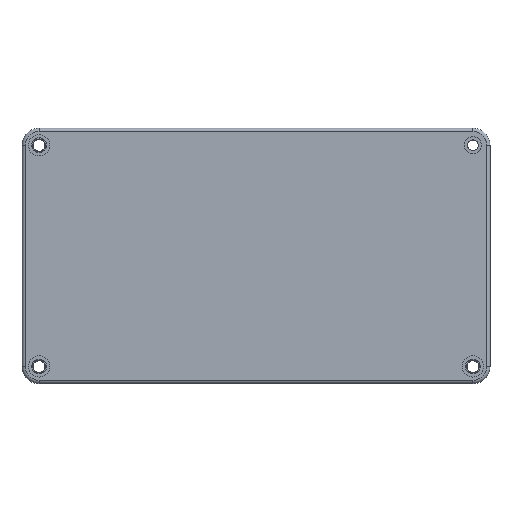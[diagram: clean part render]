
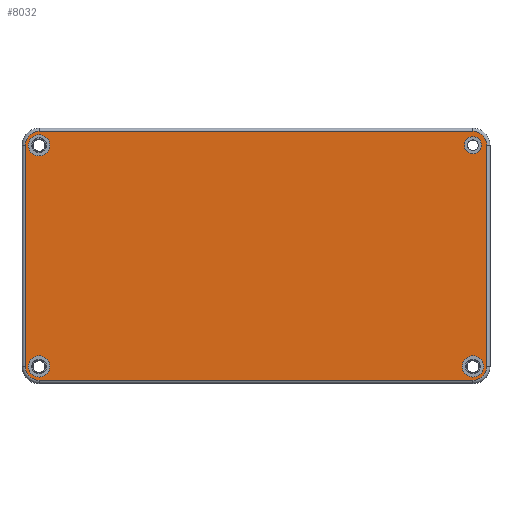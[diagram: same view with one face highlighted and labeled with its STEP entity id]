
A CAD part, top view. The second image highlights one B-rep face of the part: STEP entity #8032.
In plain terms, the highlighted planar face has unit normal (0, 0, 1).
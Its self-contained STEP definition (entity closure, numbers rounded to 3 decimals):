
#6653=CARTESIAN_POINT('',(102.,-52.,30.));
#6654=DIRECTION('',(0.,0.,1.));
#6655=DIRECTION('',(0.,-1.,0.));
#6656=AXIS2_PLACEMENT_3D('',#6653,#6654,#6655);
#6677=CARTESIAN_POINT('',(-102.,-52.,30.));
#6678=DIRECTION('',(0.,0.,-1.));
#6679=DIRECTION('',(-1.,0.,0.));
#6680=AXIS2_PLACEMENT_3D('',#6677,#6678,#6679);
#6685=CARTESIAN_POINT('',(-102.,-52.,30.));
#6686=DIRECTION('',(0.,0.,-1.));
#6687=DIRECTION('',(1.,0.,0.));
#6688=AXIS2_PLACEMENT_3D('',#6685,#6686,#6687);
#6693=CARTESIAN_POINT('',(-102.,52.,30.));
#6694=DIRECTION('',(0.,0.,-1.));
#6695=DIRECTION('',(-1.,0.,0.));
#6696=AXIS2_PLACEMENT_3D('',#6693,#6694,#6695);
#6701=CARTESIAN_POINT('',(-102.,52.,30.));
#6702=DIRECTION('',(0.,0.,-1.));
#6703=DIRECTION('',(1.,0.,0.));
#6704=AXIS2_PLACEMENT_3D('',#6701,#6702,#6703);
#6709=CARTESIAN_POINT('',(102.,52.,30.));
#6710=DIRECTION('',(0.,0.,-1.));
#6711=DIRECTION('',(-1.,0.,0.));
#6712=AXIS2_PLACEMENT_3D('',#6709,#6710,#6711);
#6717=CARTESIAN_POINT('',(102.,52.,30.));
#6718=DIRECTION('',(0.,0.,-1.));
#6719=DIRECTION('',(1.,0.,0.));
#6720=AXIS2_PLACEMENT_3D('',#6717,#6718,#6719);
#6725=CARTESIAN_POINT('',(102.,-52.,30.));
#6726=DIRECTION('',(0.,0.,-1.));
#6727=DIRECTION('',(-1.,0.,0.));
#6728=AXIS2_PLACEMENT_3D('',#6725,#6726,#6727);
#6733=CARTESIAN_POINT('',(102.,-52.,30.));
#6734=DIRECTION('',(0.,0.,-1.));
#6735=DIRECTION('',(1.,0.,0.));
#6736=AXIS2_PLACEMENT_3D('',#6733,#6734,#6735);
#6981=DIRECTION('',(1.,0.,0.));
#6982=VECTOR('',#6981,204.);
#6983=CARTESIAN_POINT('',(-102.,-58.5,30.));
#6984=LINE('',#6983,#6982);
#7017=CARTESIAN_POINT('',(-102.,-52.,30.));
#7018=DIRECTION('',(0.,0.,1.));
#7019=DIRECTION('',(-1.,0.,0.));
#7020=AXIS2_PLACEMENT_3D('',#7017,#7018,#7019);
#7041=DIRECTION('',(0.,-1.,0.));
#7042=VECTOR('',#7041,104.);
#7043=CARTESIAN_POINT('',(-108.5,52.,30.));
#7044=LINE('',#7043,#7042);
#7077=CARTESIAN_POINT('',(-102.,52.,30.));
#7078=DIRECTION('',(0.,0.,1.));
#7079=DIRECTION('',(0.,1.,0.));
#7080=AXIS2_PLACEMENT_3D('',#7077,#7078,#7079);
#7101=DIRECTION('',(-1.,0.,0.));
#7102=VECTOR('',#7101,204.);
#7103=CARTESIAN_POINT('',(102.,58.5,30.));
#7104=LINE('',#7103,#7102);
#7137=CARTESIAN_POINT('',(102.,52.,30.));
#7138=DIRECTION('',(0.,0.,1.));
#7139=DIRECTION('',(1.,0.,0.));
#7140=AXIS2_PLACEMENT_3D('',#7137,#7138,#7139);
#7161=DIRECTION('',(0.,1.,0.));
#7162=VECTOR('',#7161,104.);
#7163=CARTESIAN_POINT('',(108.5,-52.,30.));
#7164=LINE('',#7163,#7162);
#7746=CARTESIAN_POINT('',(-107.,-52.,30.));
#7747=CARTESIAN_POINT('',(-97.,-52.,30.));
#7748=VERTEX_POINT('',#7746);
#7749=VERTEX_POINT('',#7747);
#7754=CARTESIAN_POINT('',(-107.,52.,30.));
#7755=CARTESIAN_POINT('',(-97.,52.,30.));
#7756=VERTEX_POINT('',#7754);
#7757=VERTEX_POINT('',#7755);
#7762=CARTESIAN_POINT('',(98.,52.,30.));
#7763=CARTESIAN_POINT('',(106.,52.,30.));
#7764=VERTEX_POINT('',#7762);
#7765=VERTEX_POINT('',#7763);
#7770=CARTESIAN_POINT('',(97.,-52.,30.));
#7771=CARTESIAN_POINT('',(107.,-52.,30.));
#7772=VERTEX_POINT('',#7770);
#7773=VERTEX_POINT('',#7771);
#7806=CARTESIAN_POINT('',(102.,-58.5,30.));
#7807=CARTESIAN_POINT('',(108.5,-52.,30.));
#7808=VERTEX_POINT('',#7806);
#7809=VERTEX_POINT('',#7807);
#7814=CARTESIAN_POINT('',(108.5,52.,30.));
#7815=VERTEX_POINT('',#7814);
#7818=CARTESIAN_POINT('',(102.,58.5,30.));
#7819=VERTEX_POINT('',#7818);
#7822=CARTESIAN_POINT('',(-102.,58.5,30.));
#7823=VERTEX_POINT('',#7822);
#7826=CARTESIAN_POINT('',(-108.5,52.,30.));
#7827=VERTEX_POINT('',#7826);
#7830=CARTESIAN_POINT('',(-108.5,-52.,30.));
#7831=VERTEX_POINT('',#7830);
#7834=CARTESIAN_POINT('',(-102.,-58.5,30.));
#7835=VERTEX_POINT('',#7834);
#7986=CARTESIAN_POINT('',(0.,0.,30.));
#7987=DIRECTION('',(0.,0.,1.));
#7988=DIRECTION('',(-1.,0.,0.));
#7989=AXIS2_PLACEMENT_3D('',#7986,#7987,#7988);
#7990=PLANE('',#7989);
#7991=ORIENTED_EDGE('',*,*,#7976,.F.);
#7993=ORIENTED_EDGE('',*,*,#7992,.F.);
#7995=ORIENTED_EDGE('',*,*,#7994,.F.);
#7997=ORIENTED_EDGE('',*,*,#7996,.F.);
#7999=ORIENTED_EDGE('',*,*,#7998,.F.);
#8001=ORIENTED_EDGE('',*,*,#8000,.F.);
#8003=ORIENTED_EDGE('',*,*,#8002,.F.);
#8005=ORIENTED_EDGE('',*,*,#8004,.F.);
#8006=EDGE_LOOP('',(#7991,#7993,#7995,#7997,#7999,#8001,#8003,#8005));
#8007=FACE_OUTER_BOUND('',#8006,.F.);
#8009=ORIENTED_EDGE('',*,*,#8008,.F.);
#8011=ORIENTED_EDGE('',*,*,#8010,.F.);
#8012=EDGE_LOOP('',(#8009,#8011));
#8013=FACE_BOUND('',#8012,.F.);
#8015=ORIENTED_EDGE('',*,*,#8014,.F.);
#8017=ORIENTED_EDGE('',*,*,#8016,.F.);
#8018=EDGE_LOOP('',(#8015,#8017));
#8019=FACE_BOUND('',#8018,.F.);
#8021=ORIENTED_EDGE('',*,*,#8020,.F.);
#8023=ORIENTED_EDGE('',*,*,#8022,.F.);
#8024=EDGE_LOOP('',(#8021,#8023));
#8025=FACE_BOUND('',#8024,.F.);
#8027=ORIENTED_EDGE('',*,*,#8026,.F.);
#8029=ORIENTED_EDGE('',*,*,#8028,.F.);
#8030=EDGE_LOOP('',(#8027,#8029));
#8031=FACE_BOUND('',#8030,.F.);
#8032=ADVANCED_FACE('',(#8007,#8013,#8019,#8025,#8031),#7990,.T.);
#6657=CIRCLE('',#6656,6.5);
#6681=CIRCLE('',#6680,5.);
#6689=CIRCLE('',#6688,5.);
#6697=CIRCLE('',#6696,5.);
#6705=CIRCLE('',#6704,5.);
#6713=CIRCLE('',#6712,4.);
#6721=CIRCLE('',#6720,4.);
#6729=CIRCLE('',#6728,5.);
#6737=CIRCLE('',#6736,5.);
#7021=CIRCLE('',#7020,6.5);
#7081=CIRCLE('',#7080,6.5);
#7141=CIRCLE('',#7140,6.5);
#7976=EDGE_CURVE('',#7808,#7809,#6657,.T.);
#7992=EDGE_CURVE('',#7835,#7808,#6984,.T.);
#7994=EDGE_CURVE('',#7831,#7835,#7021,.T.);
#7996=EDGE_CURVE('',#7827,#7831,#7044,.T.);
#7998=EDGE_CURVE('',#7823,#7827,#7081,.T.);
#8000=EDGE_CURVE('',#7819,#7823,#7104,.T.);
#8002=EDGE_CURVE('',#7815,#7819,#7141,.T.);
#8004=EDGE_CURVE('',#7809,#7815,#7164,.T.);
#8008=EDGE_CURVE('',#7748,#7749,#6681,.T.);
#8010=EDGE_CURVE('',#7749,#7748,#6689,.T.);
#8014=EDGE_CURVE('',#7756,#7757,#6697,.T.);
#8016=EDGE_CURVE('',#7757,#7756,#6705,.T.);
#8020=EDGE_CURVE('',#7764,#7765,#6713,.T.);
#8022=EDGE_CURVE('',#7765,#7764,#6721,.T.);
#8026=EDGE_CURVE('',#7772,#7773,#6729,.T.);
#8028=EDGE_CURVE('',#7773,#7772,#6737,.T.);
